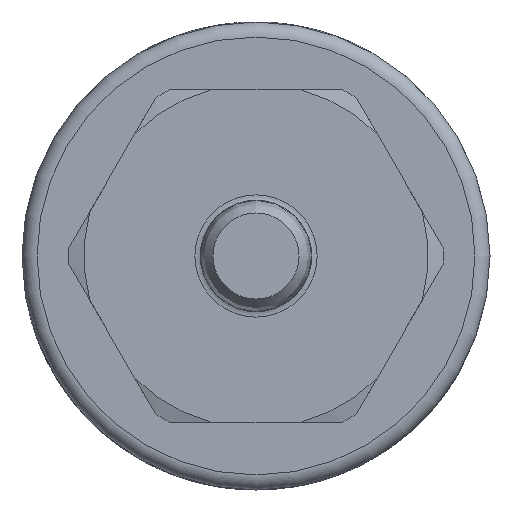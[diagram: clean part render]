
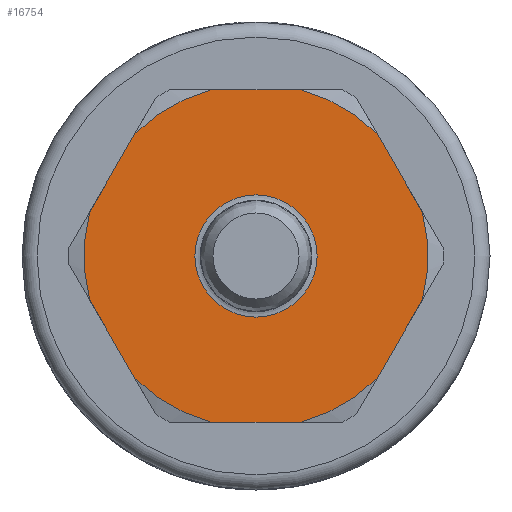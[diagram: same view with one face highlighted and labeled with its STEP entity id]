
A CAD part, left-side view. The second image highlights one B-rep face of the part: STEP entity #16754.
In plain terms, the highlighted planar face has unit normal (-1, 0, 0).
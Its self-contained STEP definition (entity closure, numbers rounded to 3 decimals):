
#82=FACE_BOUND($,#4437,.T.);
#252=CIRCLE($,#17721,4.05);
#253=CIRCLE($,#17723,11.4);
#268=CIRCLE($,#17748,11.4);
#269=CIRCLE($,#17750,11.4);
#270=CIRCLE($,#17752,11.4);
#271=CIRCLE($,#17754,11.4);
#272=CIRCLE($,#17756,11.4);
#992=LINE($,#34949,#2041);
#1002=LINE($,#35025,#2051);
#1003=LINE($,#35026,#2052);
#1004=LINE($,#35027,#2053);
#1005=LINE($,#35028,#2054);
#1006=LINE($,#35029,#2055);
#2041=VECTOR($,#18821,5.987);
#2051=VECTOR($,#18873,5.987);
#2052=VECTOR($,#18874,5.987);
#2053=VECTOR($,#18875,5.987);
#2054=VECTOR($,#18876,5.987);
#2055=VECTOR($,#18877,5.987);
#3026=PLANE($,#17757);
#3505=FACE_OUTER_BOUND($,#4436,.T.);
#4436=EDGE_LOOP($,(#11257,#11258,#11259,#11260,#11261,#11262,#11263,#11264,
#11265,#11266,#11267,#11268));
#4437=EDGE_LOOP($,(#11269));
#6783=VERTEX_POINT($,#34882);
#6785=VERTEX_POINT($,#34886);
#6786=VERTEX_POINT($,#34890);
#6803=VERTEX_POINT($,#34944);
#6813=VERTEX_POINT($,#34979);
#6814=VERTEX_POINT($,#34983);
#6815=VERTEX_POINT($,#34989);
#6816=VERTEX_POINT($,#34993);
#6817=VERTEX_POINT($,#34999);
#6818=VERTEX_POINT($,#35003);
#6819=VERTEX_POINT($,#35009);
#6820=VERTEX_POINT($,#35013);
#6821=VERTEX_POINT($,#35019);
#8513=EDGE_CURVE($,#6783,#6783,#252,.T.);
#8515=EDGE_CURVE($,#6786,#6785,#253,.T.);
#8536=EDGE_CURVE($,#6803,#6786,#992,.T.);
#8553=EDGE_CURVE($,#6813,#6814,#268,.T.);
#8556=EDGE_CURVE($,#6815,#6816,#269,.T.);
#8559=EDGE_CURVE($,#6817,#6818,#270,.T.);
#8562=EDGE_CURVE($,#6819,#6820,#271,.T.);
#8564=EDGE_CURVE($,#6821,#6803,#272,.T.);
#8565=EDGE_CURVE($,#6785,#6813,#1002,.T.);
#8566=EDGE_CURVE($,#6814,#6815,#1003,.T.);
#8567=EDGE_CURVE($,#6816,#6817,#1004,.T.);
#8568=EDGE_CURVE($,#6818,#6819,#1005,.T.);
#8569=EDGE_CURVE($,#6820,#6821,#1006,.T.);
#11257=ORIENTED_EDGE($,*,*,#8565,.T.);
#11258=ORIENTED_EDGE($,*,*,#8553,.T.);
#11259=ORIENTED_EDGE($,*,*,#8566,.T.);
#11260=ORIENTED_EDGE($,*,*,#8556,.T.);
#11261=ORIENTED_EDGE($,*,*,#8567,.T.);
#11262=ORIENTED_EDGE($,*,*,#8559,.T.);
#11263=ORIENTED_EDGE($,*,*,#8568,.T.);
#11264=ORIENTED_EDGE($,*,*,#8562,.T.);
#11265=ORIENTED_EDGE($,*,*,#8569,.T.);
#11266=ORIENTED_EDGE($,*,*,#8564,.T.);
#11267=ORIENTED_EDGE($,*,*,#8536,.T.);
#11268=ORIENTED_EDGE($,*,*,#8515,.T.);
#11269=ORIENTED_EDGE($,*,*,#8513,.F.);
#16754=ADVANCED_FACE($,(#3505,#82),#3026,.T.);
#17721=AXIS2_PLACEMENT_3D($,#34883,#18786,#18787);
#17723=AXIS2_PLACEMENT_3D($,#34891,#18790,#18791);
#17748=AXIS2_PLACEMENT_3D($,#34987,#18853,#18854);
#17750=AXIS2_PLACEMENT_3D($,#34997,#18857,#18858);
#17752=AXIS2_PLACEMENT_3D($,#35007,#18861,#18862);
#17754=AXIS2_PLACEMENT_3D($,#35017,#18865,#18866);
#17756=AXIS2_PLACEMENT_3D($,#35023,#18869,#18870);
#17757=AXIS2_PLACEMENT_3D($,#35024,#18871,#18872);
#18786=DIRECTION('center_axis',(-1.,0.,0.));
#18787=DIRECTION('ref_axis',(0.,0.,-1.));
#18790=DIRECTION('center_axis',(-1.,0.,0.));
#18791=DIRECTION('ref_axis',(0.,0.,-1.));
#18821=DIRECTION($,(0.,1.,0.));
#18853=DIRECTION('center_axis',(-1.,0.,0.));
#18854=DIRECTION('ref_axis',(0.,0.,-1.));
#18857=DIRECTION('center_axis',(-1.,0.,0.));
#18858=DIRECTION('ref_axis',(0.,0.,-1.));
#18861=DIRECTION('center_axis',(-1.,0.,0.));
#18862=DIRECTION('ref_axis',(0.,0.,-1.));
#18865=DIRECTION('center_axis',(-1.,0.,0.));
#18866=DIRECTION('ref_axis',(0.,0.,-1.));
#18869=DIRECTION('center_axis',(-1.,0.,0.));
#18870=DIRECTION('ref_axis',(0.,0.,-1.));
#18871=DIRECTION('center_axis',(-1.,0.,0.));
#18872=DIRECTION('ref_axis',(0.,0.,-1.));
#18873=DIRECTION($,(0.,0.5,-0.866));
#18874=DIRECTION($,(0.,-0.5,-0.866));
#18875=DIRECTION($,(0.,-1.,0.));
#18876=DIRECTION($,(0.,-0.5,0.866));
#18877=DIRECTION($,(0.,0.5,0.866));
#34882=CARTESIAN_POINT('',(-27.,4.05,0.));
#34883=CARTESIAN_POINT('Origin',(-27.,0.,0.));
#34886=CARTESIAN_POINT('',(-27.,8.03,8.092));
#34890=CARTESIAN_POINT('',(-27.,2.993,11.));
#34891=CARTESIAN_POINT('Origin',(-27.,0.,0.));
#34944=CARTESIAN_POINT('',(-27.,-2.993,11.));
#34949=CARTESIAN_POINT($,(-27.,-0.837,11.));
#34979=CARTESIAN_POINT('',(-27.,11.023,2.908));
#34983=CARTESIAN_POINT('',(-27.,11.023,-2.908));
#34987=CARTESIAN_POINT('Origin',(-27.,0.,0.));
#34989=CARTESIAN_POINT('',(-27.,8.03,-8.092));
#34993=CARTESIAN_POINT('',(-27.,2.993,-11.));
#34997=CARTESIAN_POINT('Origin',(-27.,0.,0.));
#34999=CARTESIAN_POINT('',(-27.,-2.993,-11.));
#35003=CARTESIAN_POINT('',(-27.,-8.03,-8.092));
#35007=CARTESIAN_POINT('Origin',(-27.,0.,0.));
#35009=CARTESIAN_POINT('',(-27.,-11.023,-2.908));
#35013=CARTESIAN_POINT('',(-27.,-11.023,2.908));
#35017=CARTESIAN_POINT('Origin',(-27.,0.,0.));
#35019=CARTESIAN_POINT('',(-27.,-8.03,8.092));
#35023=CARTESIAN_POINT('Origin',(-27.,0.,0.));
#35024=CARTESIAN_POINT('Origin',(-27.,4.05,0.));
#35025=CARTESIAN_POINT($,(-27.,8.602,7.102));
#35026=CARTESIAN_POINT($,(-27.,11.463,-2.145));
#35027=CARTESIAN_POINT($,(-27.,4.887,-11.));
#35028=CARTESIAN_POINT($,(-27.,-7.589,-8.855));
#35029=CARTESIAN_POINT($,(-27.,-10.451,3.898));
